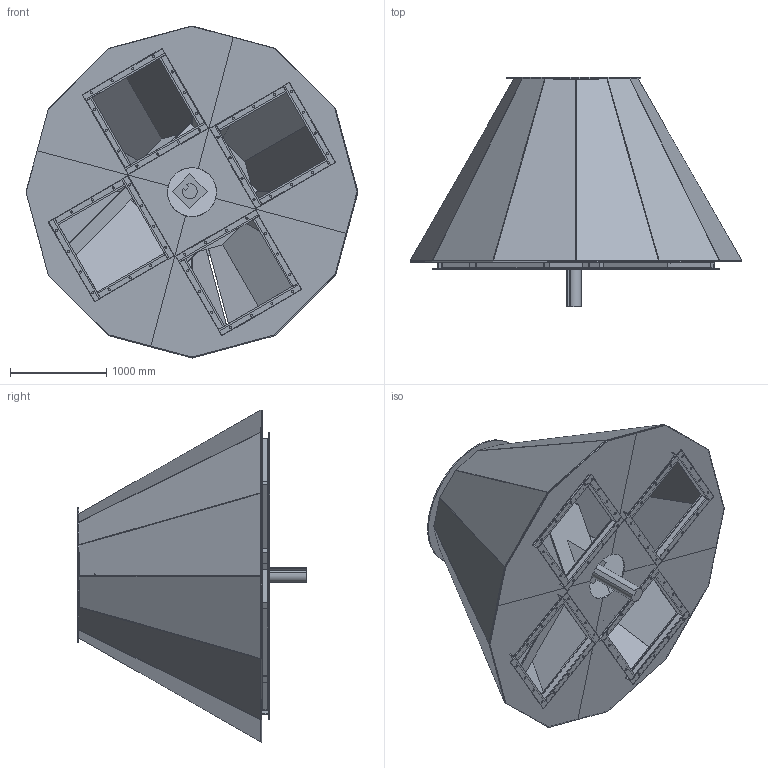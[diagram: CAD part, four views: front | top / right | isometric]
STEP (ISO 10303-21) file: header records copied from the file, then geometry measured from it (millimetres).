
FILE_DESCRIPTION(('FreeCAD Model'),'2;1');
FILE_NAME('Open CASCADE Shape Model','2025-05-09T09:02:49',('FreeCAD'),( 'FreeCAD'),'Open CASCADE STEP processor 7.6','FreeCAD','Unknown');
FILE_SCHEMA(('AUTOMOTIVE_DESIGN { 1 0 10303 214 1 1 1 1 }'));
Length unit declared in the file: millimetre
Products named in the file (1): Open CASCADE STEP translator 7.6 1
Bounding box: 3446.81 x 2378.23 x 3448.32 mm (x, y, z)
Volume: 400827142.1 mm3; surface area: 70146580.1 mm2
Topology: 23 solids, 23 shells, 530 faces, 1318 edges, 836 vertices
Faces by surface type: bspline 530
Entity records: 16563 total; most frequent: CARTESIAN_POINT 8725, ORIENTED_EDGE 2636, EDGE_CURVE 1318, B_SPLINE_CURVE_WITH_KNOTS 864, VERTEX_POINT 836, FACE_BOUND 658, EDGE_LOOP 658, ADVANCED_FACE 530
